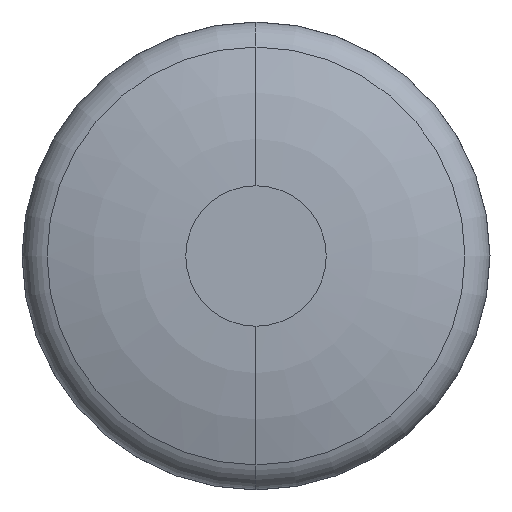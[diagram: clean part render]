
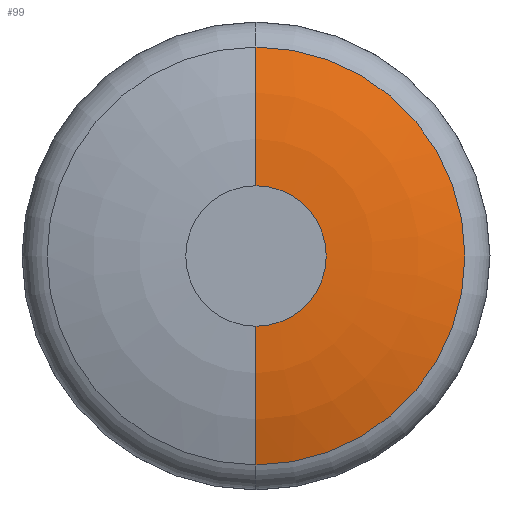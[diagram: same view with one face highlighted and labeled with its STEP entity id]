
A CAD part, front view. The second image highlights one B-rep face of the part: STEP entity #99.
In plain terms, the highlighted toroidal (fillet/blend) face has major radius 0.953 mm and minor radius 5.715 mm.
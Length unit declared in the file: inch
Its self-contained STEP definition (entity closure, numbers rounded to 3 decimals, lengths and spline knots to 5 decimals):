
#23 = AXIS2_PLACEMENT_3D ( 'NONE', #168, #347, #388 ) ;
#25 = EDGE_CURVE ( 'NONE', #174, #346, #420, .T. ) ;
#54 = CARTESIAN_POINT ( 'NONE',  ( 0., 0.225, 0.0375 ) ) ;
#70 = DIRECTION ( 'NONE',  ( 0., -1., 0. ) ) ;
#72 = TOROIDAL_SURFACE ( 'NONE', #317, 0.0375, 0.225 ) ;
#77 = CIRCLE ( 'NONE', #264, 0.225 ) ;
#99 = ADVANCED_FACE ( 'NONE', ( #405 ), #72, .T. ) ;
#101 = ORIENTED_EDGE ( 'NONE', *, *, #25, .T. ) ;
#104 = ORIENTED_EDGE ( 'NONE', *, *, #401, .F. ) ;
#124 = CARTESIAN_POINT ( 'NONE',  ( 0., 0.01255, 0.11159 ) ) ;
#136 = CARTESIAN_POINT ( 'NONE',  ( 0., 0., 0. ) ) ;
#156 = VERTEX_POINT ( 'NONE', #429 ) ;
#157 = CARTESIAN_POINT ( 'NONE',  ( 0., 0.01255, -0.11159 ) ) ;
#168 = CARTESIAN_POINT ( 'NONE',  ( 0., 0.225, -0.0375 ) ) ;
#174 = VERTEX_POINT ( 'NONE', #157 ) ;
#243 = DIRECTION ( 'NONE',  ( 1., 0., 0. ) ) ;
#264 = AXIS2_PLACEMENT_3D ( 'NONE', #54, #243, #381 ) ;
#275 = DIRECTION ( 'NONE',  ( 0., -1., 0. ) ) ;
#278 = CIRCLE ( 'NONE', #379, 0.0375 ) ;
#317 = AXIS2_PLACEMENT_3D ( 'NONE', #544, #454, #360 ) ;
#346 = VERTEX_POINT ( 'NONE', #124 ) ;
#347 = DIRECTION ( 'NONE',  ( -1., 0., 0. ) ) ;
#349 = EDGE_LOOP ( 'NONE', ( #101, #382, #104, #578 ) ) ;
#360 = DIRECTION ( 'NONE',  ( 0., 0., -1. ) ) ;
#379 = AXIS2_PLACEMENT_3D ( 'NONE', #136, #275, #504 ) ;
#381 = DIRECTION ( 'NONE',  ( 0., 0., -1. ) ) ;
#382 = ORIENTED_EDGE ( 'NONE', *, *, #465, .T. ) ;
#388 = DIRECTION ( 'NONE',  ( 0., 0., 1. ) ) ;
#392 = CARTESIAN_POINT ( 'NONE',  ( 0., 0.01255, 0. ) ) ;
#401 = EDGE_CURVE ( 'NONE', #156, #425, #278, .T. ) ;
#405 = FACE_OUTER_BOUND ( 'NONE', #349, .T. ) ;
#420 = CIRCLE ( 'NONE', #450, 0.11159 ) ;
#425 = VERTEX_POINT ( 'NONE', #550 ) ;
#429 = CARTESIAN_POINT ( 'NONE',  ( 0., 0., -0.0375 ) ) ;
#450 = AXIS2_PLACEMENT_3D ( 'NONE', #392, #70, #576 ) ;
#454 = DIRECTION ( 'NONE',  ( 0., -1., 0. ) ) ;
#465 = EDGE_CURVE ( 'NONE', #346, #425, #77, .T. ) ;
#504 = DIRECTION ( 'NONE',  ( 0., 0., -1. ) ) ;
#537 = CIRCLE ( 'NONE', #23, 0.225 ) ;
#542 = EDGE_CURVE ( 'NONE', #174, #156, #537, .T. ) ;
#544 = CARTESIAN_POINT ( 'NONE',  ( 0., 0.225, 0. ) ) ;
#550 = CARTESIAN_POINT ( 'NONE',  ( 0., 0., 0.0375 ) ) ;
#576 = DIRECTION ( 'NONE',  ( 0., 0., -1. ) ) ;
#578 = ORIENTED_EDGE ( 'NONE', *, *, #542, .F. ) ;
